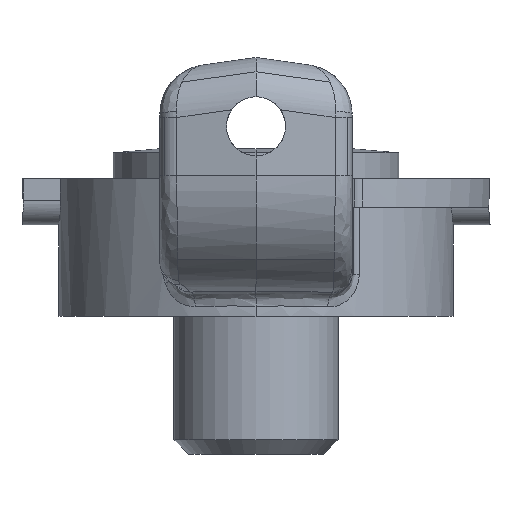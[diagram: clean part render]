
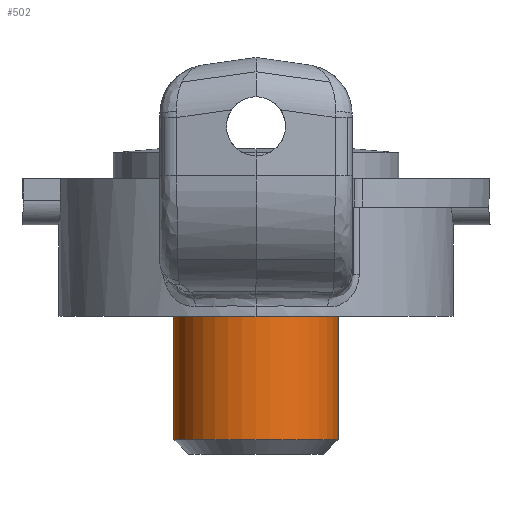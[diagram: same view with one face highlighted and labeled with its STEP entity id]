
A CAD part, front view. The second image highlights one B-rep face of the part: STEP entity #502.
In plain terms, the highlighted cylindrical face has radius 8.331 mm (diameter 16.662 mm), a partial arc.
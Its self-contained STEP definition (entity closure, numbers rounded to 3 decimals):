
#27 = AXIS2_PLACEMENT_3D ( 'NONE', #43, #6502, #1671 ) ;
#43 = CARTESIAN_POINT ( 'NONE',  ( 0., 0., -33.114 ) ) ;
#342 = DIRECTION ( 'NONE',  ( 0., 0., 1. ) ) ;
#453 = DIRECTION ( 'NONE',  ( 1., 0., 0. ) ) ;
#490 = CIRCLE ( 'NONE', #6242, 8.331 ) ;
#502 = ADVANCED_FACE ( 'NONE', ( #569 ), #5893, .T. ) ;
#569 = FACE_OUTER_BOUND ( 'NONE', #6071, .T. ) ;
#670 = ORIENTED_EDGE ( 'NONE', *, *, #3236, .T. ) ;
#1141 = EDGE_CURVE ( 'NONE', #1293, #3873, #4200, .T. ) ;
#1267 = ORIENTED_EDGE ( 'NONE', *, *, #4383, .F. ) ;
#1293 = VERTEX_POINT ( 'NONE', #5209 ) ;
#1562 = CARTESIAN_POINT ( 'NONE',  ( 8.331, 0., -19.114 ) ) ;
#1671 = DIRECTION ( 'NONE',  ( 1., 0., 0. ) ) ;
#1808 = DIRECTION ( 'NONE',  ( 1., 0., 0. ) ) ;
#1889 = EDGE_CURVE ( 'NONE', #3624, #4411, #490, .T. ) ;
#2341 = DIRECTION ( 'NONE',  ( 0., 0., -1. ) ) ;
#2444 = VECTOR ( 'NONE', #4675, 1000. ) ;
#2531 = ORIENTED_EDGE ( 'NONE', *, *, #1141, .F. ) ;
#2533 = CARTESIAN_POINT ( 'NONE',  ( -8.331, 0., -33.114 ) ) ;
#2865 = AXIS2_PLACEMENT_3D ( 'NONE', #3143, #5911, #453 ) ;
#3129 = LINE ( 'NONE', #2533, #2444 ) ;
#3143 = CARTESIAN_POINT ( 'NONE',  ( 0., 0., -31.614 ) ) ;
#3236 = EDGE_CURVE ( 'NONE', #1293, #3624, #4610, .T. ) ;
#3624 = VERTEX_POINT ( 'NONE', #1562 ) ;
#3873 = VERTEX_POINT ( 'NONE', #6705 ) ;
#4200 = CIRCLE ( 'NONE', #2865, 8.331 ) ;
#4322 = VECTOR ( 'NONE', #342, 1000. ) ;
#4373 = CARTESIAN_POINT ( 'NONE',  ( 0., 0., -19.114 ) ) ;
#4383 = EDGE_CURVE ( 'NONE', #3873, #4411, #3129, .T. ) ;
#4390 = CARTESIAN_POINT ( 'NONE',  ( -8.331, 0., -19.114 ) ) ;
#4411 = VERTEX_POINT ( 'NONE', #4390 ) ;
#4573 = CARTESIAN_POINT ( 'NONE',  ( 8.331, 0., -33.114 ) ) ;
#4610 = LINE ( 'NONE', #4573, #4322 ) ;
#4675 = DIRECTION ( 'NONE',  ( 0., 0., 1. ) ) ;
#5209 = CARTESIAN_POINT ( 'NONE',  ( 8.331, 0., -31.614 ) ) ;
#5652 = ORIENTED_EDGE ( 'NONE', *, *, #1889, .T. ) ;
#5893 = CYLINDRICAL_SURFACE ( 'NONE', #27, 8.331 ) ;
#5911 = DIRECTION ( 'NONE',  ( 0., 0., -1. ) ) ;
#6071 = EDGE_LOOP ( 'NONE', ( #1267, #2531, #670, #5652 ) ) ;
#6242 = AXIS2_PLACEMENT_3D ( 'NONE', #4373, #2341, #1808 ) ;
#6502 = DIRECTION ( 'NONE',  ( 0., 0., 1. ) ) ;
#6705 = CARTESIAN_POINT ( 'NONE',  ( -8.331, 0., -31.614 ) ) ;
